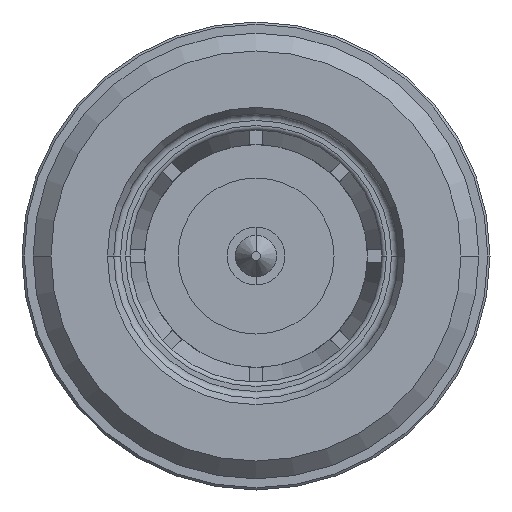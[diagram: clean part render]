
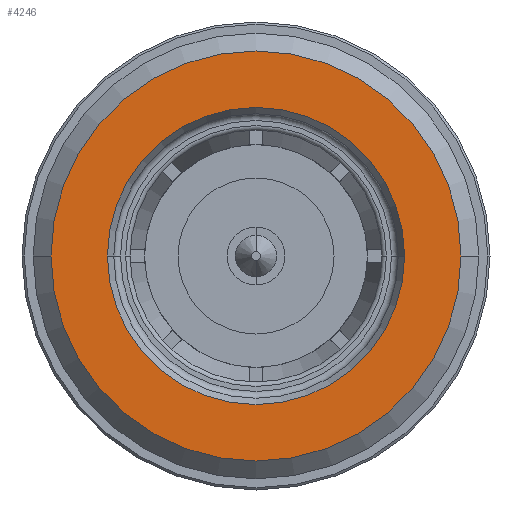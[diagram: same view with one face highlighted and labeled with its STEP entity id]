
A CAD part, left-side view. The second image highlights one B-rep face of the part: STEP entity #4246.
In plain terms, the highlighted planar face has unit normal (-1, 0, 0).
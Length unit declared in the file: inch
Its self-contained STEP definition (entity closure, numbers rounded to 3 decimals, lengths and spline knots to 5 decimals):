
#195 = CARTESIAN_POINT ( 'NONE',  ( -0.49606, 0.1811, 0. ) ) ;
#306 = ORIENTED_EDGE ( 'NONE', *, *, #7503, .F. ) ;
#565 = CARTESIAN_POINT ( 'NONE',  ( -0.49606, -0.1811, 0. ) ) ;
#995 = CARTESIAN_POINT ( 'NONE',  ( -0.49606, -0.13127, 0. ) ) ;
#1210 = EDGE_LOOP ( 'NONE', ( #7898, #4360 ) ) ;
#1570 = DIRECTION ( 'NONE',  ( -1., 0., 0. ) ) ;
#1892 = AXIS2_PLACEMENT_3D ( 'NONE', #6323, #1570, #7114 ) ;
#2361 = AXIS2_PLACEMENT_3D ( 'NONE', #3131, #8680, #3930 ) ;
#3025 = DIRECTION ( 'NONE',  ( -1., 0., 0. ) ) ;
#3036 = VERTEX_POINT ( 'NONE', #995 ) ;
#3131 = CARTESIAN_POINT ( 'NONE',  ( -0.49606, 0., 0. ) ) ;
#3257 = CARTESIAN_POINT ( 'NONE',  ( -0.49606, 0., -0.13127 ) ) ;
#3413 = EDGE_CURVE ( 'NONE', #9057, #8167, #7292, .T. ) ;
#3521 = CIRCLE ( 'NONE', #6754, 0.1811 ) ;
#3930 = DIRECTION ( 'NONE',  ( 0., 1., 0. ) ) ;
#4024 = CARTESIAN_POINT ( 'NONE',  ( -0.49606, 0., 0. ) ) ;
#4057 = DIRECTION ( 'NONE',  ( 1., 0., 0. ) ) ;
#4246 = ADVANCED_FACE ( 'NONE', ( #7153, #9258 ), #6387, .F. ) ;
#4340 = CIRCLE ( 'NONE', #2361, 0.13127 ) ;
#4360 = ORIENTED_EDGE ( 'NONE', *, *, #5987, .T. ) ;
#4841 = DIRECTION ( 'NONE',  ( 0., 1., 0. ) ) ;
#5041 = AXIS2_PLACEMENT_3D ( 'NONE', #3257, #4057, #9593 ) ;
#5441 = ORIENTED_EDGE ( 'NONE', *, *, #8046, .F. ) ;
#5720 = AXIS2_PLACEMENT_3D ( 'NONE', #4024, #9568, #4841 ) ;
#5742 = EDGE_LOOP ( 'NONE', ( #5441, #306 ) ) ;
#5987 = EDGE_CURVE ( 'NONE', #8167, #9057, #3521, .T. ) ;
#6000 = CARTESIAN_POINT ( 'NONE',  ( -0.49606, 0.13127, 0. ) ) ;
#6198 = CIRCLE ( 'NONE', #5720, 0.13127 ) ;
#6323 = CARTESIAN_POINT ( 'NONE',  ( -0.49606, 0., 0. ) ) ;
#6387 = PLANE ( 'NONE',  #5041 ) ;
#6754 = AXIS2_PLACEMENT_3D ( 'NONE', #7772, #3025, #8581 ) ;
#7114 = DIRECTION ( 'NONE',  ( 0., 1., 0. ) ) ;
#7153 = FACE_BOUND ( 'NONE', #5742, .T. ) ;
#7288 = VERTEX_POINT ( 'NONE', #6000 ) ;
#7292 = CIRCLE ( 'NONE', #1892, 0.1811 ) ;
#7503 = EDGE_CURVE ( 'NONE', #3036, #7288, #4340, .T. ) ;
#7772 = CARTESIAN_POINT ( 'NONE',  ( -0.49606, 0., 0. ) ) ;
#7898 = ORIENTED_EDGE ( 'NONE', *, *, #3413, .T. ) ;
#8046 = EDGE_CURVE ( 'NONE', #7288, #3036, #6198, .T. ) ;
#8167 = VERTEX_POINT ( 'NONE', #195 ) ;
#8581 = DIRECTION ( 'NONE',  ( 0., 1., 0. ) ) ;
#8680 = DIRECTION ( 'NONE',  ( -1., 0., 0. ) ) ;
#9057 = VERTEX_POINT ( 'NONE', #565 ) ;
#9258 = FACE_OUTER_BOUND ( 'NONE', #1210, .T. ) ;
#9568 = DIRECTION ( 'NONE',  ( -1., 0., 0. ) ) ;
#9593 = DIRECTION ( 'NONE',  ( 0., -1., 0. ) ) ;
